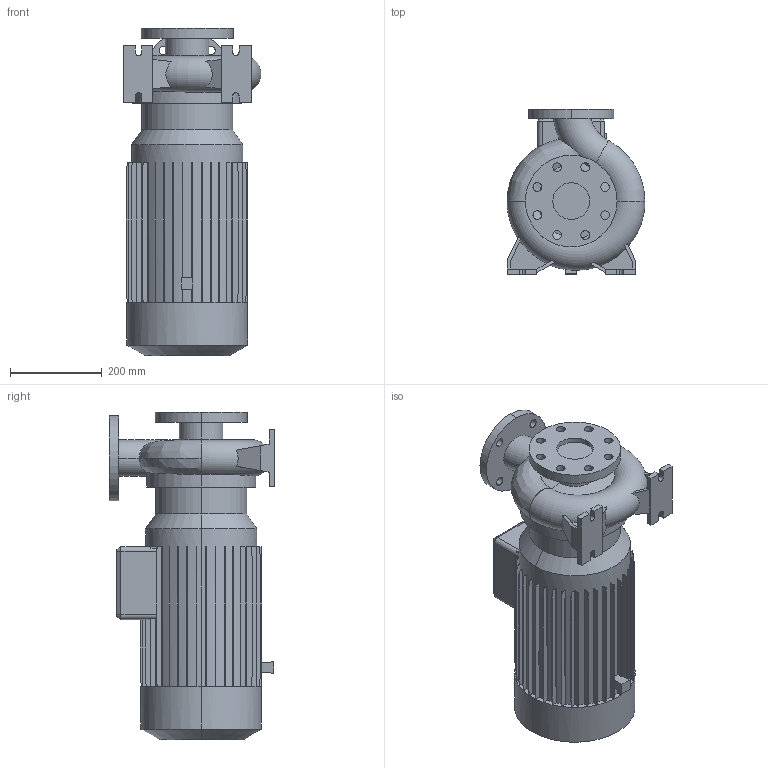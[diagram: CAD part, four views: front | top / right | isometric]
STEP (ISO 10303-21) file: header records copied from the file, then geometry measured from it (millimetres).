
FILE_DESCRIPTION (( 'STEP AP214' ), '1' );
FILE_NAME ('10008452swp02.step', '2022-12-13T10:25:35', ( '' ), ( '' ), 'SwSTEP 2.0', 'SolidWorks 2020', '' );
FILE_SCHEMA (( 'AUTOMOTIVE_DESIGN' ));
Length unit declared in the file: millimetre
Products named in the file (1): 10008452swp02
Bounding box: 300.87 x 360 x 714 mm (x, y, z)
Volume: 34434019.2 mm3; surface area: 1155100.3 mm2
Topology: 1 solids, 1 shells, 397 faces, 1150 edges, 762 vertices
Faces by surface type: plane 321, cylinder 59, cone 10, torus 5, bspline 2
Entity records: 14548 total; most frequent: CARTESIAN_POINT 3909, ORIENTED_EDGE 2300, DIRECTION 2090, EDGE_CURVE 1150, VECTOR 900, LINE 900, VERTEX_POINT 762, AXIS2_PLACEMENT_3D 595
